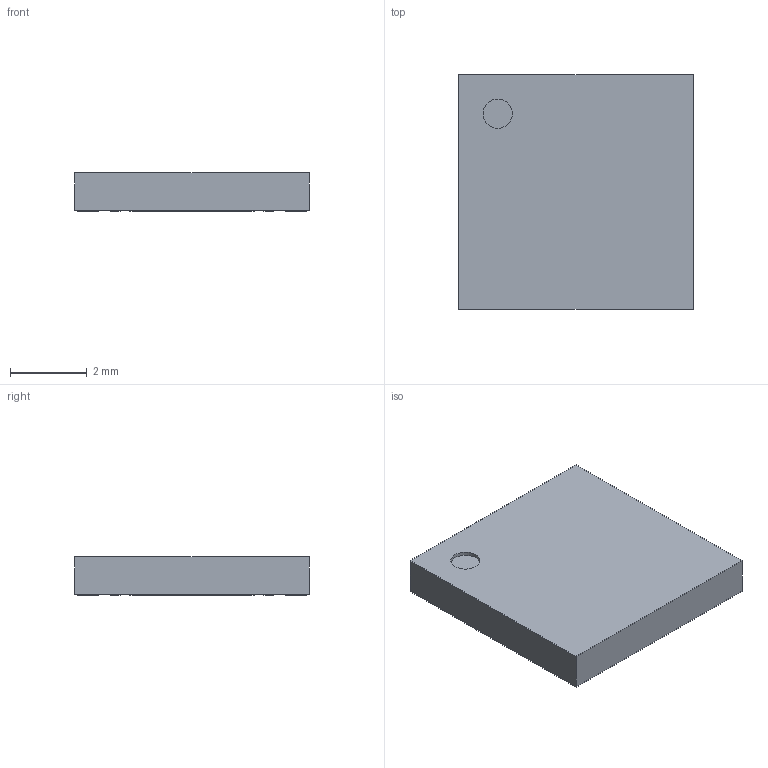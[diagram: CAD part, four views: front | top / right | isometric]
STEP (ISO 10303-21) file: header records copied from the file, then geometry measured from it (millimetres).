
FILE_DESCRIPTION(('Open CASCADE Model'),'2;1');
FILE_NAME('Open CASCADE Shape Model','2020-03-07T12:36:43',('Author'),( 'Open CASCADE'),'Open CASCADE STEP processor 6.8','Open CASCADE 6.8' ,'Unknown');
FILE_SCHEMA(('AUTOMOTIVE_DESIGN { 1 0 10303 214 1 1 1 1 }'));
Length unit declared in the file: millimetre
Products named in the file (8): PCB; Designator1; 7491927584; Open_CASCADE_STEP_translator_6.8_1.1; Body; Open_CASCADE_STEP_translator_6.8_1.2.1; Thermal_Shape; Pin_Shape
Assembly tree (41 placements, depth 4):
  PCB
  Designator1
    7491927584
      Open_CASCADE_STEP_translator_6.8_1.1
      Body
        Open_CASCADE_STEP_translator_6.8_1.2.1
      Thermal_Shape
      Pin_Shape  x36
Bounding box: 6.13 x 6.13 x 1 mm (x, y, z)
Volume: 37.1 mm3; surface area: 128.6 mm2
Topology: 38 solids, 39 shells, 232 faces, 463 edges, 309 vertices
Faces by surface type: plane 231, cylinder 1
Full cylindrical faces by diameter (mm): 0.766 x1
Entity records: 1004 total; most frequent: DIRECTION 174, CARTESIAN_POINT 136, ORIENTED_EDGE 85, AXIS2_PLACEMENT_3D 67, PRODUCT_DEFINITION_SHAPE 49, EDGE_CURVE 43, CONTEXT_DEPENDENT_SHAPE_REPRESENTATION 41, ITEM_DEFINED_TRANSFORMATION 41
